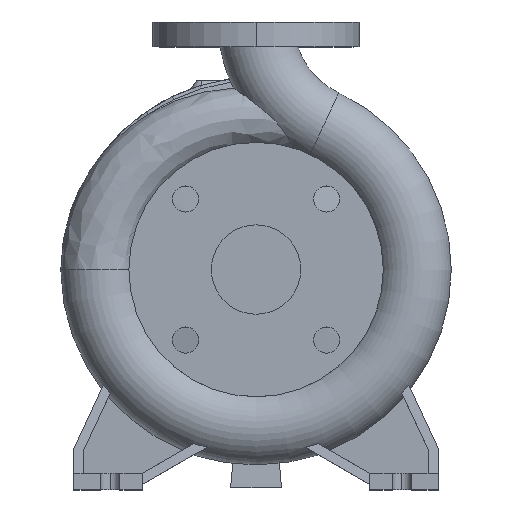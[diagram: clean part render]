
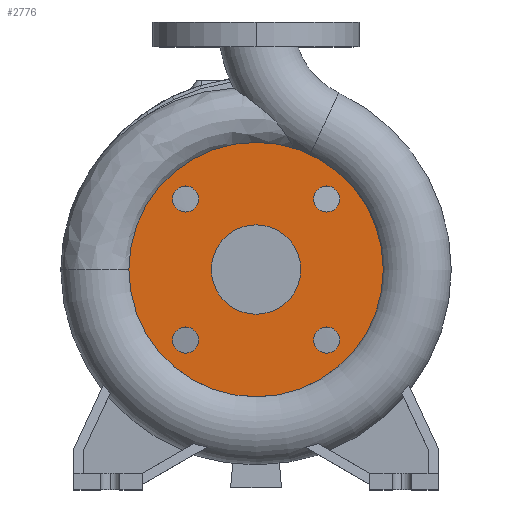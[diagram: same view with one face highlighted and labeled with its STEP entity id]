
A CAD part, top view. The second image highlights one B-rep face of the part: STEP entity #2776.
In plain terms, the highlighted planar face has unit normal (0, 0, 1).
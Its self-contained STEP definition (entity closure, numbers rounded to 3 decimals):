
#100 = DIRECTION ( 'NONE',  ( 0., 0., 1. ) ) ;
#152 = FACE_BOUND ( 'NONE', #1054, .T. ) ;
#534 = EDGE_CURVE ( 'NONE', #7149, #755, #1646, .T. ) ;
#610 = ORIENTED_EDGE ( 'NONE', *, *, #5231, .T. ) ;
#755 = VERTEX_POINT ( 'NONE', #4327 ) ;
#886 = CARTESIAN_POINT ( 'NONE',  ( 0., 0., 100. ) ) ;
#889 = CARTESIAN_POINT ( 'NONE',  ( 32.5, 0., 100. ) ) ;
#944 = VERTEX_POINT ( 'NONE', #5869 ) ;
#1037 = AXIS2_PLACEMENT_3D ( 'NONE', #8845, #5544, #13139 ) ;
#1054 = EDGE_LOOP ( 'NONE', ( #2179, #6100 ) ) ;
#1258 = DIRECTION ( 'NONE',  ( 0., 0., 1. ) ) ;
#1402 = VERTEX_POINT ( 'NONE', #7824 ) ;
#1538 = CIRCLE ( 'NONE', #3777, 92.5 ) ;
#1542 = VERTEX_POINT ( 'NONE', #3178 ) ;
#1646 = CIRCLE ( 'NONE', #11748, 9.5 ) ;
#1702 = VERTEX_POINT ( 'NONE', #6816 ) ;
#1937 = EDGE_CURVE ( 'NONE', #9022, #11739, #5706, .T. ) ;
#1951 = VERTEX_POINT ( 'NONE', #10531 ) ;
#2151 = EDGE_LOOP ( 'NONE', ( #12723, #13423 ) ) ;
#2179 = ORIENTED_EDGE ( 'NONE', *, *, #11054, .F. ) ;
#2379 = AXIS2_PLACEMENT_3D ( 'NONE', #7860, #13210, #12365 ) ;
#2431 = DIRECTION ( 'NONE',  ( 0., 0., 1. ) ) ;
#2436 = DIRECTION ( 'NONE',  ( 1., 0., 0. ) ) ;
#2776 = ADVANCED_FACE ( 'NONE', ( #10567, #8655, #6544, #5493, #152, #11689 ), #4431, .F. ) ;
#2839 = CARTESIAN_POINT ( 'NONE',  ( -41.765, -51.265, 100. ) ) ;
#2868 = AXIS2_PLACEMENT_3D ( 'NONE', #4439, #3247, #5641 ) ;
#3178 = CARTESIAN_POINT ( 'NONE',  ( 41.765, -51.265, 100. ) ) ;
#3247 = DIRECTION ( 'NONE',  ( 0., 0., 1. ) ) ;
#3367 = DIRECTION ( 'NONE',  ( 1., 0., 0. ) ) ;
#3382 = EDGE_LOOP ( 'NONE', ( #6817, #9060 ) ) ;
#3401 = ORIENTED_EDGE ( 'NONE', *, *, #8085, .T. ) ;
#3525 = ORIENTED_EDGE ( 'NONE', *, *, #534, .F. ) ;
#3566 = CARTESIAN_POINT ( 'NONE',  ( -51.265, -51.265, 100. ) ) ;
#3726 = CIRCLE ( 'NONE', #2379, 9.5 ) ;
#3777 = AXIS2_PLACEMENT_3D ( 'NONE', #10290, #11128, #9237 ) ;
#4172 = DIRECTION ( 'NONE',  ( 0., 0., 1. ) ) ;
#4213 = CIRCLE ( 'NONE', #2868, 9.5 ) ;
#4327 = CARTESIAN_POINT ( 'NONE',  ( 41.765, 51.265, 100. ) ) ;
#4431 = PLANE ( 'NONE',  #7969 ) ;
#4439 = CARTESIAN_POINT ( 'NONE',  ( -51.265, 51.265, 100. ) ) ;
#4709 = CARTESIAN_POINT ( 'NONE',  ( -32.5, 0., 100. ) ) ;
#4719 = CIRCLE ( 'NONE', #5158, 9.5 ) ;
#4875 = CIRCLE ( 'NONE', #5985, 9.5 ) ;
#4962 = CARTESIAN_POINT ( 'NONE',  ( -41.765, 51.265, 100. ) ) ;
#5080 = ORIENTED_EDGE ( 'NONE', *, *, #5380, .F. ) ;
#5158 = AXIS2_PLACEMENT_3D ( 'NONE', #8595, #4172, #10710 ) ;
#5231 = EDGE_CURVE ( 'NONE', #12319, #1951, #9122, .T. ) ;
#5283 = EDGE_CURVE ( 'NONE', #9281, #944, #7080, .T. ) ;
#5380 = EDGE_CURVE ( 'NONE', #1702, #1542, #3726, .T. ) ;
#5493 = FACE_OUTER_BOUND ( 'NONE', #10044, .T. ) ;
#5544 = DIRECTION ( 'NONE',  ( 0., 0., 1. ) ) ;
#5628 = AXIS2_PLACEMENT_3D ( 'NONE', #7901, #2431, #13053 ) ;
#5641 = DIRECTION ( 'NONE',  ( 1., 0., 0. ) ) ;
#5706 = CIRCLE ( 'NONE', #8401, 32.5 ) ;
#5869 = CARTESIAN_POINT ( 'NONE',  ( -60.765, -51.265, 100. ) ) ;
#5916 = ORIENTED_EDGE ( 'NONE', *, *, #13854, .F. ) ;
#5976 = DIRECTION ( 'NONE',  ( 1., 0., 0. ) ) ;
#5985 = AXIS2_PLACEMENT_3D ( 'NONE', #11941, #10748, #3367 ) ;
#6006 = CARTESIAN_POINT ( 'NONE',  ( 60.765, 51.265, 100. ) ) ;
#6100 = ORIENTED_EDGE ( 'NONE', *, *, #6441, .F. ) ;
#6441 = EDGE_CURVE ( 'NONE', #1402, #13713, #4875, .T. ) ;
#6544 = FACE_BOUND ( 'NONE', #3382, .T. ) ;
#6744 = CIRCLE ( 'NONE', #5628, 9.5 ) ;
#6808 = EDGE_LOOP ( 'NONE', ( #3525, #5916 ) ) ;
#6816 = CARTESIAN_POINT ( 'NONE',  ( 60.765, -51.265, 100. ) ) ;
#6817 = ORIENTED_EDGE ( 'NONE', *, *, #1937, .F. ) ;
#7080 = CIRCLE ( 'NONE', #1037, 9.5 ) ;
#7149 = VERTEX_POINT ( 'NONE', #6006 ) ;
#7785 = DIRECTION ( 'NONE',  ( 0., 0., 1. ) ) ;
#7824 = CARTESIAN_POINT ( 'NONE',  ( -60.765, 51.265, 100. ) ) ;
#7845 = EDGE_CURVE ( 'NONE', #11739, #9022, #12093, .T. ) ;
#7860 = CARTESIAN_POINT ( 'NONE',  ( 51.265, -51.265, 100. ) ) ;
#7901 = CARTESIAN_POINT ( 'NONE',  ( 51.265, -51.265, 100. ) ) ;
#7969 = AXIS2_PLACEMENT_3D ( 'NONE', #11614, #9649, #10630 ) ;
#8015 = DIRECTION ( 'NONE',  ( 0., 0., 1. ) ) ;
#8085 = EDGE_CURVE ( 'NONE', #1951, #12319, #1538, .T. ) ;
#8295 = AXIS2_PLACEMENT_3D ( 'NONE', #3566, #7785, #11226 ) ;
#8400 = EDGE_LOOP ( 'NONE', ( #5080, #10820 ) ) ;
#8401 = AXIS2_PLACEMENT_3D ( 'NONE', #8484, #8015, #5976 ) ;
#8484 = CARTESIAN_POINT ( 'NONE',  ( 0., 0., 100. ) ) ;
#8595 = CARTESIAN_POINT ( 'NONE',  ( 51.265, 51.265, 100. ) ) ;
#8655 = FACE_BOUND ( 'NONE', #6808, .T. ) ;
#8845 = CARTESIAN_POINT ( 'NONE',  ( -51.265, -51.265, 100. ) ) ;
#9022 = VERTEX_POINT ( 'NONE', #889 ) ;
#9060 = ORIENTED_EDGE ( 'NONE', *, *, #7845, .F. ) ;
#9122 = CIRCLE ( 'NONE', #13614, 92.5 ) ;
#9237 = DIRECTION ( 'NONE',  ( 1., 0., 0. ) ) ;
#9281 = VERTEX_POINT ( 'NONE', #2839 ) ;
#9649 = DIRECTION ( 'NONE',  ( 0., 0., -1. ) ) ;
#10044 = EDGE_LOOP ( 'NONE', ( #3401, #610 ) ) ;
#10290 = CARTESIAN_POINT ( 'NONE',  ( 0., 0., 100. ) ) ;
#10523 = EDGE_CURVE ( 'NONE', #1542, #1702, #6744, .T. ) ;
#10531 = CARTESIAN_POINT ( 'NONE',  ( 92.5, 0., 100. ) ) ;
#10567 = FACE_BOUND ( 'NONE', #2151, .T. ) ;
#10630 = DIRECTION ( 'NONE',  ( -1., 0., 0. ) ) ;
#10710 = DIRECTION ( 'NONE',  ( 1., 0., 0. ) ) ;
#10748 = DIRECTION ( 'NONE',  ( 0., 0., 1. ) ) ;
#10820 = ORIENTED_EDGE ( 'NONE', *, *, #10523, .F. ) ;
#10927 = CARTESIAN_POINT ( 'NONE',  ( -92.5, 0., 100. ) ) ;
#10952 = DIRECTION ( 'NONE',  ( 1., 0., 0. ) ) ;
#11054 = EDGE_CURVE ( 'NONE', #13713, #1402, #4213, .T. ) ;
#11128 = DIRECTION ( 'NONE',  ( 0., 0., 1. ) ) ;
#11226 = DIRECTION ( 'NONE',  ( 1., 0., 0. ) ) ;
#11614 = CARTESIAN_POINT ( 'NONE',  ( 0., 92.5, 100. ) ) ;
#11689 = FACE_BOUND ( 'NONE', #8400, .T. ) ;
#11739 = VERTEX_POINT ( 'NONE', #4709 ) ;
#11748 = AXIS2_PLACEMENT_3D ( 'NONE', #13122, #12061, #2436 ) ;
#11795 = CARTESIAN_POINT ( 'NONE',  ( 0., 0., 100. ) ) ;
#11941 = CARTESIAN_POINT ( 'NONE',  ( -51.265, 51.265, 100. ) ) ;
#12061 = DIRECTION ( 'NONE',  ( 0., 0., 1. ) ) ;
#12093 = CIRCLE ( 'NONE', #12536, 32.5 ) ;
#12127 = DIRECTION ( 'NONE',  ( 1., 0., 0. ) ) ;
#12319 = VERTEX_POINT ( 'NONE', #10927 ) ;
#12365 = DIRECTION ( 'NONE',  ( 1., 0., 0. ) ) ;
#12536 = AXIS2_PLACEMENT_3D ( 'NONE', #886, #100, #12127 ) ;
#12570 = CIRCLE ( 'NONE', #8295, 9.5 ) ;
#12723 = ORIENTED_EDGE ( 'NONE', *, *, #5283, .F. ) ;
#13053 = DIRECTION ( 'NONE',  ( 1., 0., 0. ) ) ;
#13122 = CARTESIAN_POINT ( 'NONE',  ( 51.265, 51.265, 100. ) ) ;
#13139 = DIRECTION ( 'NONE',  ( 1., 0., 0. ) ) ;
#13176 = EDGE_CURVE ( 'NONE', #944, #9281, #12570, .T. ) ;
#13210 = DIRECTION ( 'NONE',  ( 0., 0., 1. ) ) ;
#13423 = ORIENTED_EDGE ( 'NONE', *, *, #13176, .F. ) ;
#13614 = AXIS2_PLACEMENT_3D ( 'NONE', #11795, #1258, #10952 ) ;
#13713 = VERTEX_POINT ( 'NONE', #4962 ) ;
#13854 = EDGE_CURVE ( 'NONE', #755, #7149, #4719, .T. ) ;
